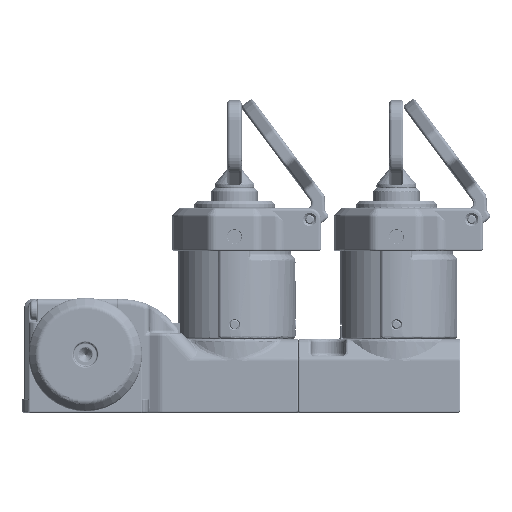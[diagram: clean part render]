
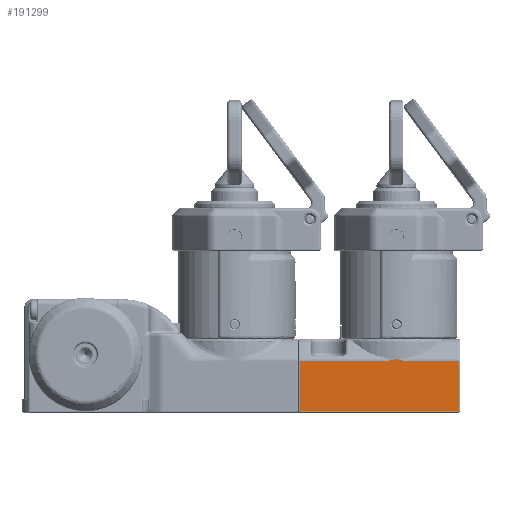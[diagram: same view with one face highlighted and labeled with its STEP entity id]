
A CAD part, left-side view. The second image highlights one B-rep face of the part: STEP entity #191299.
In plain terms, the highlighted planar face has unit normal (-1, 0, 0).
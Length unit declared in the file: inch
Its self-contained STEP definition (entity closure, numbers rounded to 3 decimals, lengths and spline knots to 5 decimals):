
#205 = CARTESIAN_POINT ( 'NONE',  ( 5.02705, 0.82895, -3.74518 ) ) ;
#1198 = LINE ( 'NONE', #118825, #86097 ) ;
#7701 = DIRECTION ( 'NONE',  ( 1., 0., 0. ) ) ;
#8215 = CARTESIAN_POINT ( 'NONE',  ( 5.02705, 2.23232, -4.45522 ) ) ;
#9884 = CARTESIAN_POINT ( 'NONE',  ( 5.02705, 0.04728, -4.45522 ) ) ;
#11129 = ORIENTED_EDGE ( 'NONE', *, *, #74118, .F. ) ;
#12166 = CARTESIAN_POINT ( 'NONE',  ( 5.02705, 0.86155, -3.73703 ) ) ;
#14988 = ORIENTED_EDGE ( 'NONE', *, *, #175948, .F. ) ;
#18288 = EDGE_LOOP ( 'NONE', ( #164635, #173518, #182405, #14988, #39786, #11129, #107235, #134709 ) ) ;
#22414 = CARTESIAN_POINT ( 'NONE',  ( 5.02705, 1.09228, -3.75949 ) ) ;
#35296 = EDGE_CURVE ( 'NONE', #45850, #159873, #84690, .T. ) ;
#39786 = ORIENTED_EDGE ( 'NONE', *, *, #141184, .F. ) ;
#40069 = EDGE_CURVE ( 'NONE', #159873, #95096, #99600, .T. ) ;
#45850 = VERTEX_POINT ( 'NONE', #151061 ) ;
#46669 = DIRECTION ( 'NONE',  ( 0., -1., 0. ) ) ;
#48188 = VERTEX_POINT ( 'NONE', #180208 ) ;
#49308 = B_SPLINE_CURVE_WITH_KNOTS ( 'NONE', 3,
 ( #102058, #12166, #205, #166238, #91114, #162374 ),
 .UNSPECIFIED., .F., .F.,
 ( 4, 2, 4 ),
 ( 0., 0.5, 1. ),
 .UNSPECIFIED. ) ;
#54354 = CARTESIAN_POINT ( 'NONE',  ( 5.02705, 0.0276, -4.44706 ) ) ;
#60236 = VECTOR ( 'NONE', #146069, 39.37008 ) ;
#74048 = CARTESIAN_POINT ( 'NONE',  ( 5.02705, 0.0276, -4.43553 ) ) ;
#74114 = VERTEX_POINT ( 'NONE', #74048 ) ;
#74118 = EDGE_CURVE ( 'NONE', #95096, #48188, #87919, .T. ) ;
#80075 =( BOUNDED_CURVE ( )  B_SPLINE_CURVE ( 3, ( #189773, #54354, #145260, #9884 ),
 .UNSPECIFIED., .F., .T. ) 
 B_SPLINE_CURVE_WITH_KNOTS ( ( 4, 4 ),
 ( 0., 1. ),
 .UNSPECIFIED. ) 
 CURVE ( )  GEOMETRIC_REPRESENTATION_ITEM ( )  RATIONAL_B_SPLINE_CURVE ( ( 1., 0.805, 0.805, 1. ) ) 
 REPRESENTATION_ITEM ( '' )  );
#81662 = CARTESIAN_POINT ( 'NONE',  ( 5.02705, 0.89374, -3.72687 ) ) ;
#84690 = LINE ( 'NONE', #98532, #173017 ) ;
#86097 = VECTOR ( 'NONE', #46669, 39.37008 ) ;
#87919 = LINE ( 'NONE', #135325, #189690 ) ;
#91049 = VECTOR ( 'NONE', #107814, 39.37008 ) ;
#91114 = CARTESIAN_POINT ( 'NONE',  ( 5.02705, 0.72904, -3.75949 ) ) ;
#94919 = LINE ( 'NONE', #123639, #91049 ) ;
#95096 = VERTEX_POINT ( 'NONE', #161869 ) ;
#98532 = CARTESIAN_POINT ( 'NONE',  ( 5.02705, 2.37012, -4.45522 ) ) ;
#99600 = LINE ( 'NONE', #133150, #60236 ) ;
#102058 = CARTESIAN_POINT ( 'NONE',  ( 5.02705, 0.89374, -3.72687 ) ) ;
#105631 = DIRECTION ( 'NONE',  ( 0., -1., 0. ) ) ;
#107235 = ORIENTED_EDGE ( 'NONE', *, *, #40069, .F. ) ;
#107302 = CARTESIAN_POINT ( 'NONE',  ( 5.02705, 0.89374, -3.72687 ) ) ;
#107814 = DIRECTION ( 'NONE',  ( 0., 0., -1. ) ) ;
#112462 = PLANE ( 'NONE',  #152117 ) ;
#118825 = CARTESIAN_POINT ( 'NONE',  ( 5.02705, 2.37012, -3.75949 ) ) ;
#123639 = CARTESIAN_POINT ( 'NONE',  ( 5.02705, 0.0276, -4.4749 ) ) ;
#125336 = CARTESIAN_POINT ( 'NONE',  ( 5.02705, 2.37012, -4.4749 ) ) ;
#129100 = CARTESIAN_POINT ( 'NONE',  ( 5.02705, 1.02488, -3.75642 ) ) ;
#133150 = CARTESIAN_POINT ( 'NONE',  ( 5.02705, 2.23232, -3.45128 ) ) ;
#133887 = EDGE_CURVE ( 'NONE', #150774, #74114, #94919, .T. ) ;
#134709 = ORIENTED_EDGE ( 'NONE', *, *, #35296, .F. ) ;
#135325 = CARTESIAN_POINT ( 'NONE',  ( 5.02705, 2.37012, -3.75949 ) ) ;
#140617 = EDGE_CURVE ( 'NONE', #176643, #150774, #1198, .T. ) ;
#141184 = EDGE_CURVE ( 'NONE', #48188, #157968, #153076, .T. ) ;
#141977 = CARTESIAN_POINT ( 'NONE',  ( 5.02705, 1.05861, -3.75949 ) ) ;
#143171 = CARTESIAN_POINT ( 'NONE',  ( 5.02705, 0.0276, -3.75949 ) ) ;
#145260 = CARTESIAN_POINT ( 'NONE',  ( 5.02705, 0.03575, -4.45522 ) ) ;
#146069 = DIRECTION ( 'NONE',  ( 0., 0., 1. ) ) ;
#146644 = EDGE_CURVE ( 'NONE', #74114, #45850, #80075, .T. ) ;
#146917 = DIRECTION ( 'NONE',  ( 0., 1., 0. ) ) ;
#150774 = VERTEX_POINT ( 'NONE', #143171 ) ;
#151061 = CARTESIAN_POINT ( 'NONE',  ( 5.02705, 0.04728, -4.45522 ) ) ;
#152117 = AXIS2_PLACEMENT_3D ( 'NONE', #125336, #7701, #185673 ) ;
#153076 = B_SPLINE_CURVE_WITH_KNOTS ( 'NONE', 3,
 ( #22414, #141977, #129100, #189411, #156795, #81662 ),
 .UNSPECIFIED., .F., .F.,
 ( 4, 2, 4 ),
 ( 0., 0.5, 1. ),
 .UNSPECIFIED. ) ;
#154616 = CARTESIAN_POINT ( 'NONE',  ( 5.02705, 0.6952, -3.75949 ) ) ;
#156795 = CARTESIAN_POINT ( 'NONE',  ( 5.02705, 0.9259, -3.73701 ) ) ;
#156955 = FACE_OUTER_BOUND ( 'NONE', #18288, .T. ) ;
#157968 = VERTEX_POINT ( 'NONE', #107302 ) ;
#159873 = VERTEX_POINT ( 'NONE', #8215 ) ;
#161869 = CARTESIAN_POINT ( 'NONE',  ( 5.02705, 2.23232, -3.75949 ) ) ;
#162374 = CARTESIAN_POINT ( 'NONE',  ( 5.02705, 0.6952, -3.75949 ) ) ;
#164635 = ORIENTED_EDGE ( 'NONE', *, *, #146644, .F. ) ;
#166238 = CARTESIAN_POINT ( 'NONE',  ( 5.02705, 0.76276, -3.7564 ) ) ;
#173017 = VECTOR ( 'NONE', #146917, 39.37008 ) ;
#173518 = ORIENTED_EDGE ( 'NONE', *, *, #133887, .F. ) ;
#175948 = EDGE_CURVE ( 'NONE', #157968, #176643, #49308, .T. ) ;
#176643 = VERTEX_POINT ( 'NONE', #154616 ) ;
#180208 = CARTESIAN_POINT ( 'NONE',  ( 5.02705, 1.09228, -3.75949 ) ) ;
#182405 = ORIENTED_EDGE ( 'NONE', *, *, #140617, .F. ) ;
#185673 = DIRECTION ( 'NONE',  ( 0., 1., 0. ) ) ;
#189411 = CARTESIAN_POINT ( 'NONE',  ( 5.02705, 0.95851, -3.74518 ) ) ;
#189690 = VECTOR ( 'NONE', #105631, 39.37008 ) ;
#189773 = CARTESIAN_POINT ( 'NONE',  ( 5.02705, 0.0276, -4.43553 ) ) ;
#191299 = ADVANCED_FACE ( 'NONE', ( #156955 ), #112462, .F. ) ;
